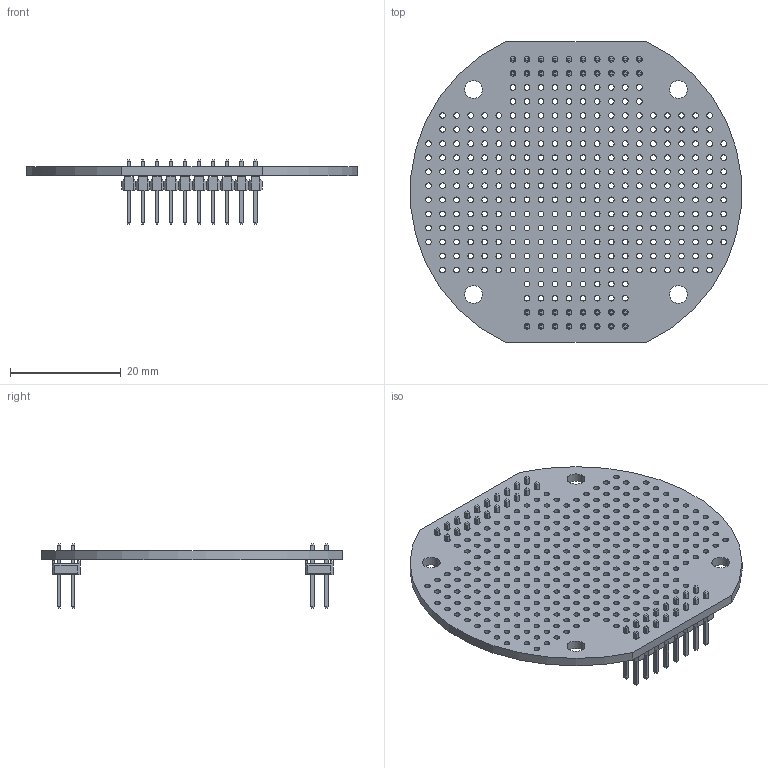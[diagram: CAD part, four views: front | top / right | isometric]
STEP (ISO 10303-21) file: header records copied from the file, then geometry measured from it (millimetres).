
FILE_DESCRIPTION(('Open CASCADE Model'),'2;1');
FILE_NAME('Open CASCADE Shape Model','2018-09-30T18:53:26',('Author'),( 'Open CASCADE'),'Open CASCADE STEP processor 6.8','Open CASCADE 6.8' ,'Unknown');
FILE_SCHEMA(('AUTOMOTIVE_DESIGN { 1 0 10303 214 1 1 1 1 }'));
Length unit declared in the file: millimetre
Products named in the file (10): PCB; Board; J1; m20-9981046_asm; M20-998-MOULD; M20-998-PIN; J2; m20-9980846_asm
Assembly tree (43 placements, depth 4):
  PCB
    Board
    J1
      m20-9981046_asm
        M20-998-MOULD
        M20-998-PIN  x20
    J2
      m20-9980846_asm
        M20-998-MOULD
        M20-998-PIN  x16
Bounding box: 59.77 x 54.38 x 11.68 mm (x, y, z)
Volume: 4579.7 mm3; surface area: 8975.8 mm2
Topology: 39 solids, 39 shells, 1350 faces, 3392 edges, 2120 vertices
Faces by surface type: plane 1016, cylinder 334
Full cylindrical faces by diameter (mm): 1.02 x328, 3.2 x4
Entity records: 29869 total; most frequent: DIRECTION 4944, CARTESIAN_POINT 4934, ORIENTED_EDGE 4880, EDGE_CURVE 2440, LINE 1772, VECTOR 1772, FACE_BOUND 1610, EDGE_LOOP 1610
